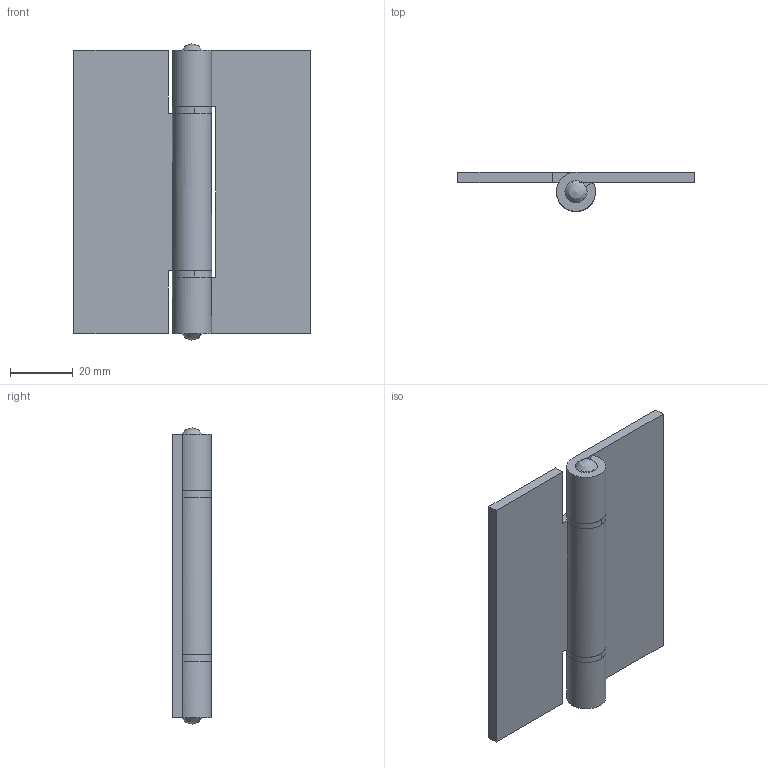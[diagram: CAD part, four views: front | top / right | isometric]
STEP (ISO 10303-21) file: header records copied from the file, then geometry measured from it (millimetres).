
FILE_DESCRIPTION((''),'2;1');
FILE_NAME('','2005-04-20T10:46:06',(''),(''),'','CADfix','');
FILE_SCHEMA(('AUTOMOTIVE_DESIGN'));
Length unit declared in the file: millimetre
Products named in the file (5): washer; hinge piece_B; hinge piece_A; shaft; TH_TM_37_22996_36
Assembly tree (5 placements, depth 2):
  TH_TM_37_22996_36
    washer  x2
    hinge piece_B
    hinge piece_A
    shaft
Bounding box: 75 x 12.39 x 94 mm (x, y, z)
Volume: 28942.2 mm3; surface area: 20772.8 mm2
Topology: 5 solids, 5 shells, 44 faces, 120 edges, 88 vertices
Faces by surface type: bspline 44
Entity records: 1439 total; most frequent: CARTESIAN_POINT 715, ORIENTED_EDGE 200, EDGE_CURVE 100, VERTEX_POINT 72, QUASI_UNIFORM_CURVE 60, EDGE_LOOP 42, FACE_OUTER_BOUND 38, ADVANCED_FACE 38
